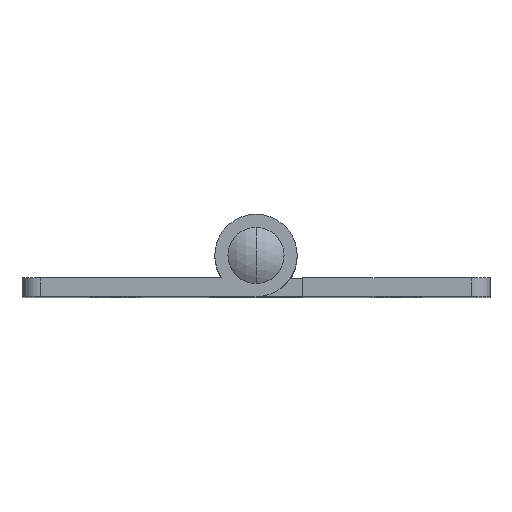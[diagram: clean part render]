
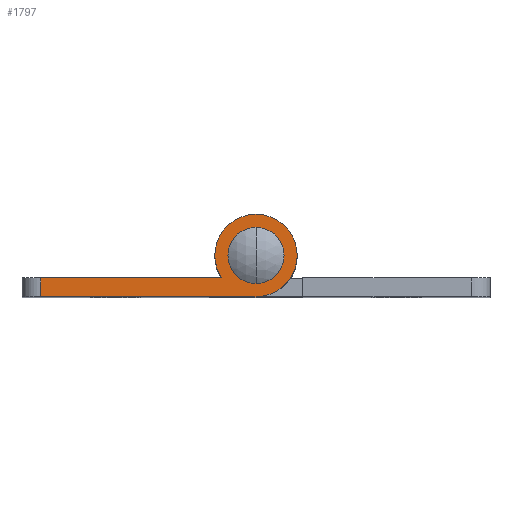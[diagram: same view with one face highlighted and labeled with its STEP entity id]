
A CAD part, top view. The second image highlights one B-rep face of the part: STEP entity #1797.
In plain terms, the highlighted planar face has unit normal (0, 0, 1).
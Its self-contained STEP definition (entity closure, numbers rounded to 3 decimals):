
#15 = DIRECTION ( 'NONE',  ( 1., 0., 0. ) ) ;
#38 = ORIENTED_EDGE ( 'NONE', *, *, #1897, .T. ) ;
#50 = CARTESIAN_POINT ( 'NONE',  ( -23., -4.4, 37.5 ) ) ;
#51 = CARTESIAN_POINT ( 'NONE',  ( -2.4, 0., 37.5 ) ) ;
#64 = VERTEX_POINT ( 'NONE', #2202 ) ;
#70 = VECTOR ( 'NONE', #15, 1000. ) ;
#81 = CARTESIAN_POINT ( 'NONE',  ( -3.688, -2.4, 37.5 ) ) ;
#127 = VERTEX_POINT ( 'NONE', #51 ) ;
#141 = DIRECTION ( 'NONE',  ( 1., 0., 0. ) ) ;
#196 = AXIS2_PLACEMENT_3D ( 'NONE', #1262, #1050, #631 ) ;
#205 = AXIS2_PLACEMENT_3D ( 'NONE', #438, #225, #2359 ) ;
#225 = DIRECTION ( 'NONE',  ( 0., 0., 1. ) ) ;
#226 = EDGE_CURVE ( 'NONE', #64, #938, #1685, .T. ) ;
#241 = CARTESIAN_POINT ( 'NONE',  ( 4.4, 0., 37.5 ) ) ;
#311 = VERTEX_POINT ( 'NONE', #2732 ) ;
#365 = CARTESIAN_POINT ( 'NONE',  ( -25., -2.4, 37.5 ) ) ;
#368 = ORIENTED_EDGE ( 'NONE', *, *, #2108, .F. ) ;
#392 = DIRECTION ( 'NONE',  ( 0., 0., 1. ) ) ;
#425 = DIRECTION ( 'NONE',  ( 0., 0., 1. ) ) ;
#438 = CARTESIAN_POINT ( 'NONE',  ( 0., 0., 37.5 ) ) ;
#529 = ORIENTED_EDGE ( 'NONE', *, *, #1932, .T. ) ;
#616 = CIRCLE ( 'NONE', #205, 2.4 ) ;
#631 = DIRECTION ( 'NONE',  ( 1., 0., 0. ) ) ;
#640 = CARTESIAN_POINT ( 'NONE',  ( 0., 0., 37.5 ) ) ;
#665 = VERTEX_POINT ( 'NONE', #1595 ) ;
#696 = VECTOR ( 'NONE', #847, 1000. ) ;
#786 = DIRECTION ( 'NONE',  ( 0., 0., 1. ) ) ;
#847 = DIRECTION ( 'NONE',  ( -1., 0., 0. ) ) ;
#856 = DIRECTION ( 'NONE',  ( 1., 0., 0. ) ) ;
#900 = EDGE_CURVE ( 'NONE', #665, #2659, #1121, .T. ) ;
#938 = VERTEX_POINT ( 'NONE', #81 ) ;
#949 = DIRECTION ( 'NONE',  ( 1., 0., 0. ) ) ;
#969 = VECTOR ( 'NONE', #1974, 1000. ) ;
#980 = AXIS2_PLACEMENT_3D ( 'NONE', #1378, #1352, #949 ) ;
#1041 = LINE ( 'NONE', #1714, #70 ) ;
#1050 = DIRECTION ( 'NONE',  ( 0., 0., 1. ) ) ;
#1070 = AXIS2_PLACEMENT_3D ( 'NONE', #2524, #392, #141 ) ;
#1107 = CIRCLE ( 'NONE', #980, 2.4 ) ;
#1121 = LINE ( 'NONE', #50, #969 ) ;
#1175 = EDGE_CURVE ( 'NONE', #938, #665, #2773, .T. ) ;
#1204 = DIRECTION ( 'NONE',  ( 1., 0., 0. ) ) ;
#1225 = ORIENTED_EDGE ( 'NONE', *, *, #226, .T. ) ;
#1262 = CARTESIAN_POINT ( 'NONE',  ( 0., 0., 37.5 ) ) ;
#1287 = AXIS2_PLACEMENT_3D ( 'NONE', #1843, #786, #1204 ) ;
#1352 = DIRECTION ( 'NONE',  ( 0., 0., 1. ) ) ;
#1360 = CARTESIAN_POINT ( 'NONE',  ( -23., -4.4, 37.5 ) ) ;
#1378 = CARTESIAN_POINT ( 'NONE',  ( 0., 0., 37.5 ) ) ;
#1498 = ORIENTED_EDGE ( 'NONE', *, *, #2562, .F. ) ;
#1561 = EDGE_LOOP ( 'NONE', ( #1498, #368 ) ) ;
#1595 = CARTESIAN_POINT ( 'NONE',  ( -23., -2.4, 37.5 ) ) ;
#1638 = CARTESIAN_POINT ( 'NONE',  ( 2.4, 0., 37.5 ) ) ;
#1658 = FACE_BOUND ( 'NONE', #1561, .T. ) ;
#1685 = CIRCLE ( 'NONE', #196, 4.4 ) ;
#1714 = CARTESIAN_POINT ( 'NONE',  ( 0., -4.4, 37.5 ) ) ;
#1737 = AXIS2_PLACEMENT_3D ( 'NONE', #640, #425, #856 ) ;
#1742 = ORIENTED_EDGE ( 'NONE', *, *, #900, .T. ) ;
#1797 = ADVANCED_FACE ( 'NONE', ( #1894, #1658 ), #2092, .T. ) ;
#1841 = VERTEX_POINT ( 'NONE', #1638 ) ;
#1843 = CARTESIAN_POINT ( 'NONE',  ( 0., 0., 37.5 ) ) ;
#1894 = FACE_OUTER_BOUND ( 'NONE', #2654, .T. ) ;
#1897 = EDGE_CURVE ( 'NONE', #311, #1939, #2155, .T. ) ;
#1932 = EDGE_CURVE ( 'NONE', #1939, #64, #2192, .T. ) ;
#1939 = VERTEX_POINT ( 'NONE', #241 ) ;
#1974 = DIRECTION ( 'NONE',  ( 0., -1., 0. ) ) ;
#2092 = PLANE ( 'NONE',  #1070 ) ;
#2108 = EDGE_CURVE ( 'NONE', #1841, #127, #1107, .T. ) ;
#2155 = CIRCLE ( 'NONE', #1287, 4.4 ) ;
#2192 = CIRCLE ( 'NONE', #1737, 4.4 ) ;
#2202 = CARTESIAN_POINT ( 'NONE',  ( -4.4, 0., 37.5 ) ) ;
#2359 = DIRECTION ( 'NONE',  ( 1., 0., 0. ) ) ;
#2426 = EDGE_CURVE ( 'NONE', #2659, #311, #1041, .T. ) ;
#2502 = ORIENTED_EDGE ( 'NONE', *, *, #2426, .T. ) ;
#2524 = CARTESIAN_POINT ( 'NONE',  ( 0., 0., 37.5 ) ) ;
#2562 = EDGE_CURVE ( 'NONE', #127, #1841, #616, .T. ) ;
#2654 = EDGE_LOOP ( 'NONE', ( #2780, #1742, #2502, #38, #529, #1225 ) ) ;
#2659 = VERTEX_POINT ( 'NONE', #1360 ) ;
#2732 = CARTESIAN_POINT ( 'NONE',  ( 0., -4.4, 37.5 ) ) ;
#2773 = LINE ( 'NONE', #365, #696 ) ;
#2780 = ORIENTED_EDGE ( 'NONE', *, *, #1175, .T. ) ;
